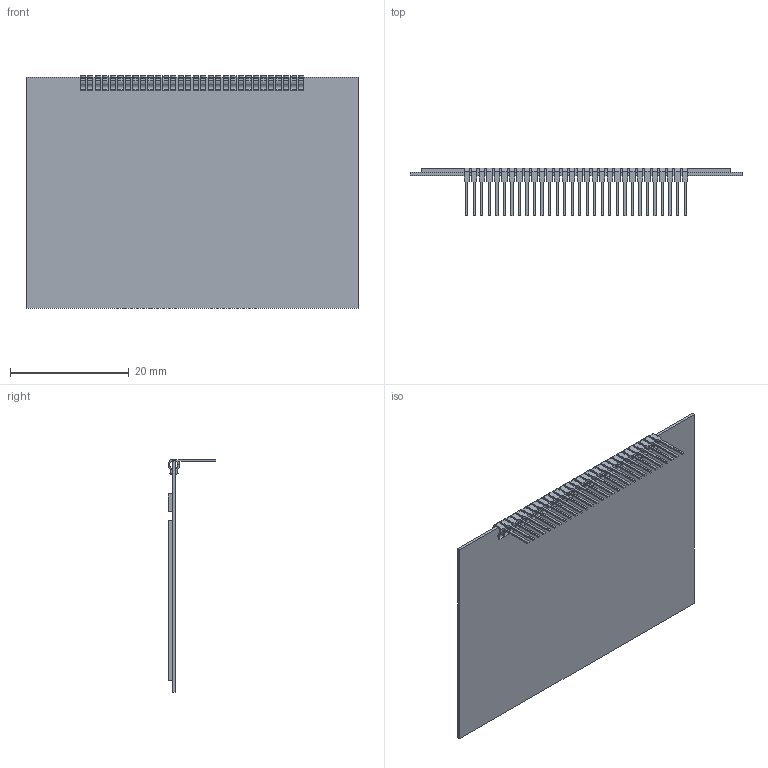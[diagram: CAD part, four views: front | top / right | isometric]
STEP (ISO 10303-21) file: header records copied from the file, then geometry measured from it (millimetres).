
FILE_DESCRIPTION (( 'STEP AP214' ), '1' );
FILE_NAME ('Ensamblaje1.STEP', '2019-12-08T23:52:49', ( '' ), ( '' ), 'SwSTEP 2.0', 'SolidWorks 2018', '' );
FILE_SCHEMA (( 'AUTOMOTIVE_DESIGN' ));
Length unit declared in the file: millimetre
Products named in the file (3): Ensamblaje1; User Library-64128L d; display
Assembly tree (31 placements, depth 2):
  Ensamblaje1
    display
    User Library-64128L d  x30
Bounding box: 56 x 8.08 x 39.29 mm (x, y, z)
Volume: 2169.3 mm3; surface area: 5320.8 mm2
Topology: 31 solids, 31 shells, 736 faces, 2016 edges, 1344 vertices
Faces by surface type: cylinder 390, plane 346
Entity records: 1554 total; most frequent: DIRECTION 276, CARTESIAN_POINT 244, ORIENTED_EDGE 204, EDGE_CURVE 102, AXIS2_PLACEMENT_3D 100, VECTOR 76, LINE 76, VERTEX_POINT 68
